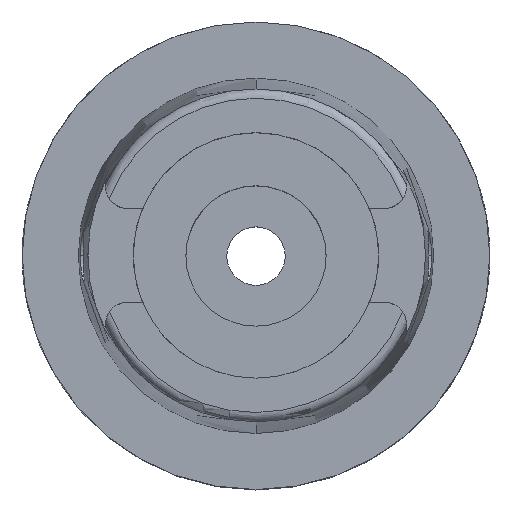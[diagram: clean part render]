
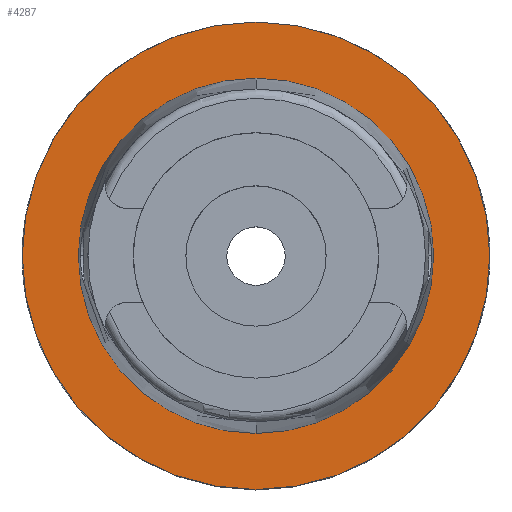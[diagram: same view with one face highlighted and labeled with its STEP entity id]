
A CAD part, top view. The second image highlights one B-rep face of the part: STEP entity #4287.
In plain terms, the highlighted planar face has unit normal (0, 0, 1).
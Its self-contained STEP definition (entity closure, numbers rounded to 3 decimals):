
#2065=CARTESIAN_POINT('',(0.,0.,0.));
#2066=DIRECTION('',(0.,0.,-1.));
#2067=DIRECTION('',(0.,-1.,0.));
#2068=AXIS2_PLACEMENT_3D('',#2065,#2066,#2067);
#2073=CARTESIAN_POINT('',(0.,0.,0.));
#2074=DIRECTION('',(0.,0.,-1.));
#2075=DIRECTION('',(0.,1.,0.));
#2076=AXIS2_PLACEMENT_3D('',#2073,#2074,#2075);
#2081=CARTESIAN_POINT('',(0.,0.,0.));
#2082=DIRECTION('',(0.,0.,1.));
#2083=DIRECTION('',(0.,-1.,0.));
#2084=AXIS2_PLACEMENT_3D('',#2081,#2082,#2083);
#2089=CARTESIAN_POINT('',(0.,0.,0.));
#2090=DIRECTION('',(0.,0.,1.));
#2091=DIRECTION('',(0.,1.,0.));
#2092=AXIS2_PLACEMENT_3D('',#2089,#2090,#2091);
#2510=CARTESIAN_POINT('',(0.,-15.2,0.));
#2511=VERTEX_POINT('',#2510);
#2512=CARTESIAN_POINT('',(0.,15.2,0.));
#2513=VERTEX_POINT('',#2512);
#2786=CARTESIAN_POINT('',(0.,20.,0.));
#2787=VERTEX_POINT('',#2786);
#2788=CARTESIAN_POINT('',(0.,-20.,0.));
#2789=VERTEX_POINT('',#2788);
#4274=CARTESIAN_POINT('',(0.,0.,0.));
#4275=DIRECTION('',(0.,0.,-1.));
#4276=DIRECTION('',(0.,-1.,0.));
#4277=AXIS2_PLACEMENT_3D('',#4274,#4275,#4276);
#4278=PLANE('',#4277);
#4279=ORIENTED_EDGE('',*,*,#4066,.T.);
#4280=ORIENTED_EDGE('',*,*,#4209,.T.);
#4281=EDGE_LOOP('',(#4279,#4280));
#4282=FACE_OUTER_BOUND('',#4281,.F.);
#4283=ORIENTED_EDGE('',*,*,#3018,.T.);
#4284=ORIENTED_EDGE('',*,*,#2987,.T.);
#4285=EDGE_LOOP('',(#4283,#4284));
#4286=FACE_BOUND('',#4285,.F.);
#2069=CIRCLE('',#2068,20.);
#2077=CIRCLE('',#2076,20.);
#2085=CIRCLE('',#2084,15.2);
#2093=CIRCLE('',#2092,15.2);
#2987=EDGE_CURVE('',#2513,#2511,#2093,.T.);
#3018=EDGE_CURVE('',#2511,#2513,#2085,.T.);
#4066=EDGE_CURVE('',#2789,#2787,#2069,.T.);
#4209=EDGE_CURVE('',#2787,#2789,#2077,.T.);
#4287=ADVANCED_FACE('',(#4282,#4286),#4278,.F.);
